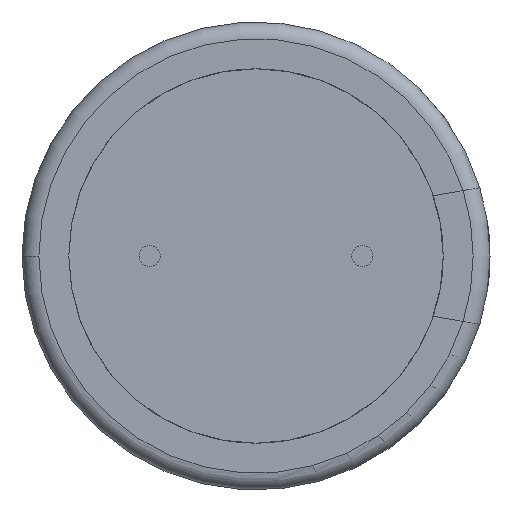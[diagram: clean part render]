
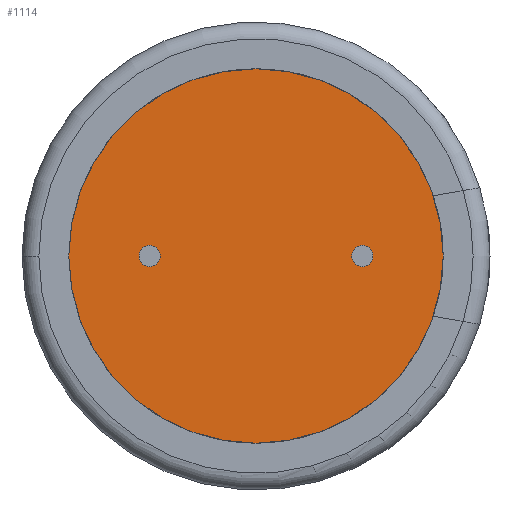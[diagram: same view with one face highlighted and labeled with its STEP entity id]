
A CAD part, front view. The second image highlights one B-rep face of the part: STEP entity #1114.
In plain terms, the highlighted planar face has unit normal (0, -1, 0).
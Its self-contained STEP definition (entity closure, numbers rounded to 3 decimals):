
#45 = CARTESIAN_POINT ( 'NONE',  ( 0., 0., 0. ) ) ;
#60 = CARTESIAN_POINT ( 'NONE',  ( -5., 0., 0. ) ) ;
#144 = EDGE_CURVE ( 'NONE', #581, #1356, #2465, .T. ) ;
#201 = CIRCLE ( 'NONE', #2085, 0.5 ) ;
#203 = CARTESIAN_POINT ( 'NONE',  ( 0., 0., 0. ) ) ;
#237 = CIRCLE ( 'NONE', #1333, 0.5 ) ;
#509 = EDGE_LOOP ( 'NONE', ( #811, #2204 ) ) ;
#522 = DIRECTION ( 'NONE',  ( 0., -1., 0. ) ) ;
#549 = AXIS2_PLACEMENT_3D ( 'NONE', #45, #1391, #870 ) ;
#563 = CIRCLE ( 'NONE', #549, 8.8 ) ;
#569 = VERTEX_POINT ( 'NONE', #1308 ) ;
#581 = VERTEX_POINT ( 'NONE', #2285 ) ;
#598 = VERTEX_POINT ( 'NONE', #2279 ) ;
#689 = AXIS2_PLACEMENT_3D ( 'NONE', #2153, #1744, #1154 ) ;
#695 = ORIENTED_EDGE ( 'NONE', *, *, #2028, .F. ) ;
#726 = EDGE_LOOP ( 'NONE', ( #1868, #1329 ) ) ;
#811 = ORIENTED_EDGE ( 'NONE', *, *, #144, .F. ) ;
#843 = AXIS2_PLACEMENT_3D ( 'NONE', #203, #2332, #2508 ) ;
#870 = DIRECTION ( 'NONE',  ( -1., 0., 0. ) ) ;
#895 = DIRECTION ( 'NONE',  ( 0., 1., 0. ) ) ;
#934 = FACE_BOUND ( 'NONE', #726, .T. ) ;
#999 = CARTESIAN_POINT ( 'NONE',  ( 5., 0., -0.5 ) ) ;
#1042 = DIRECTION ( 'NONE',  ( 0., -1., 0. ) ) ;
#1073 = CARTESIAN_POINT ( 'NONE',  ( 5., 0., 0.5 ) ) ;
#1114 = ADVANCED_FACE ( 'NONE', ( #2402, #934, #2226 ), #1932, .F. ) ;
#1121 = DIRECTION ( 'NONE',  ( 0., -1., 0. ) ) ;
#1154 = DIRECTION ( 'NONE',  ( -1., 0., 0. ) ) ;
#1308 = CARTESIAN_POINT ( 'NONE',  ( 8.8, 0., 0. ) ) ;
#1322 = CIRCLE ( 'NONE', #2123, 8.8 ) ;
#1329 = ORIENTED_EDGE ( 'NONE', *, *, #2491, .F. ) ;
#1333 = AXIS2_PLACEMENT_3D ( 'NONE', #2307, #1121, #2467 ) ;
#1356 = VERTEX_POINT ( 'NONE', #1494 ) ;
#1391 = DIRECTION ( 'NONE',  ( 0., 1., 0. ) ) ;
#1414 = EDGE_LOOP ( 'NONE', ( #2346, #695 ) ) ;
#1415 = CIRCLE ( 'NONE', #689, 0.5 ) ;
#1494 = CARTESIAN_POINT ( 'NONE',  ( -5., 0., -0.5 ) ) ;
#1545 = EDGE_CURVE ( 'NONE', #1834, #1727, #201, .T. ) ;
#1613 = AXIS2_PLACEMENT_3D ( 'NONE', #60, #522, #2452 ) ;
#1727 = VERTEX_POINT ( 'NONE', #999 ) ;
#1744 = DIRECTION ( 'NONE',  ( 0., -1., 0. ) ) ;
#1810 = CARTESIAN_POINT ( 'NONE',  ( 5., 0., 0. ) ) ;
#1834 = VERTEX_POINT ( 'NONE', #1073 ) ;
#1839 = DIRECTION ( 'NONE',  ( -1., 0., 0. ) ) ;
#1868 = ORIENTED_EDGE ( 'NONE', *, *, #1545, .F. ) ;
#1930 = EDGE_CURVE ( 'NONE', #598, #569, #563, .T. ) ;
#1932 = PLANE ( 'NONE',  #843 ) ;
#2028 = EDGE_CURVE ( 'NONE', #569, #598, #1322, .T. ) ;
#2083 = CARTESIAN_POINT ( 'NONE',  ( 0., 0., 0. ) ) ;
#2085 = AXIS2_PLACEMENT_3D ( 'NONE', #1810, #1042, #2181 ) ;
#2123 = AXIS2_PLACEMENT_3D ( 'NONE', #2083, #895, #1839 ) ;
#2153 = CARTESIAN_POINT ( 'NONE',  ( 5., 0., 0. ) ) ;
#2181 = DIRECTION ( 'NONE',  ( -1., 0., 0. ) ) ;
#2204 = ORIENTED_EDGE ( 'NONE', *, *, #2420, .F. ) ;
#2226 = FACE_OUTER_BOUND ( 'NONE', #1414, .T. ) ;
#2279 = CARTESIAN_POINT ( 'NONE',  ( -8.8, 0., 0. ) ) ;
#2285 = CARTESIAN_POINT ( 'NONE',  ( -5., 0., 0.5 ) ) ;
#2307 = CARTESIAN_POINT ( 'NONE',  ( -5., 0., 0. ) ) ;
#2332 = DIRECTION ( 'NONE',  ( 0., 1., 0. ) ) ;
#2346 = ORIENTED_EDGE ( 'NONE', *, *, #1930, .F. ) ;
#2402 = FACE_BOUND ( 'NONE', #509, .T. ) ;
#2420 = EDGE_CURVE ( 'NONE', #1356, #581, #237, .T. ) ;
#2452 = DIRECTION ( 'NONE',  ( -1., 0., 0. ) ) ;
#2465 = CIRCLE ( 'NONE', #1613, 0.5 ) ;
#2467 = DIRECTION ( 'NONE',  ( -1., 0., 0. ) ) ;
#2491 = EDGE_CURVE ( 'NONE', #1727, #1834, #1415, .T. ) ;
#2508 = DIRECTION ( 'NONE',  ( -1., 0., 0. ) ) ;
